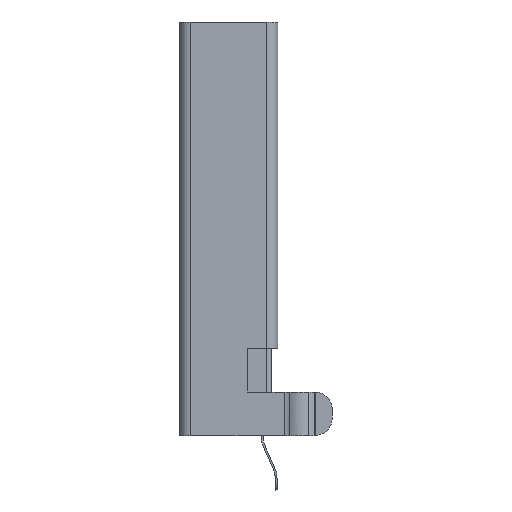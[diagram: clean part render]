
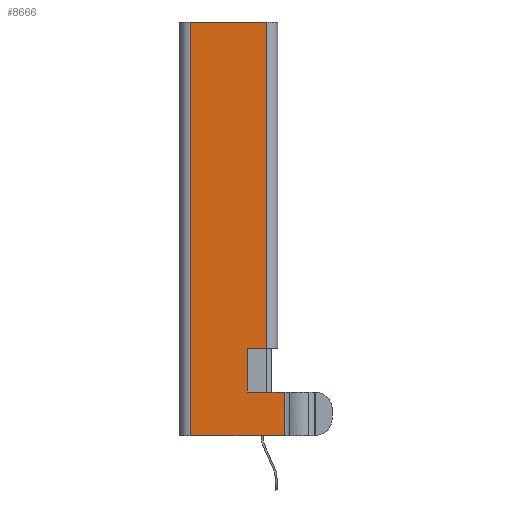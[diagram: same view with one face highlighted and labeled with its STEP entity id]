
A CAD part, left-side view. The second image highlights one B-rep face of the part: STEP entity #8666.
In plain terms, the highlighted planar face has unit normal (-1, 0, 0).
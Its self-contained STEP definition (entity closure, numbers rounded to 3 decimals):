
#37 = EDGE_LOOP ( 'NONE', ( #5179, #9226, #6244, #2723, #1688, #7621, #1493, #8284 ) ) ;
#240 = DIRECTION ( 'NONE',  ( 0., -1., 0. ) ) ;
#322 = PLANE ( 'NONE',  #6191 ) ;
#370 = DIRECTION ( 'NONE',  ( -1., 0., 0. ) ) ;
#444 = CARTESIAN_POINT ( 'NONE',  ( -6., 1.75, 0. ) ) ;
#460 = EDGE_CURVE ( 'NONE', #8789, #6180, #878, .T. ) ;
#525 = DIRECTION ( 'NONE',  ( 0., 0., 1. ) ) ;
#710 = CARTESIAN_POINT ( 'NONE',  ( -6., 1.75, -19. ) ) ;
#768 = EDGE_CURVE ( 'NONE', #6180, #7312, #7425, .T. ) ;
#878 = LINE ( 'NONE', #8125, #1408 ) ;
#899 = DIRECTION ( 'NONE',  ( 0., -1., 0. ) ) ;
#1075 = VECTOR ( 'NONE', #240, 1000. ) ;
#1408 = VECTOR ( 'NONE', #4162, 1000. ) ;
#1493 = ORIENTED_EDGE ( 'NONE', *, *, #5418, .T. ) ;
#1628 = CARTESIAN_POINT ( 'NONE',  ( -6., -2.548, -22.049 ) ) ;
#1688 = ORIENTED_EDGE ( 'NONE', *, *, #6733, .T. ) ;
#1855 = LINE ( 'NONE', #3325, #2248 ) ;
#1877 = CARTESIAN_POINT ( 'NONE',  ( -6., 1.75, -19. ) ) ;
#2216 = CARTESIAN_POINT ( 'NONE',  ( -6., -1.25, -17. ) ) ;
#2248 = VECTOR ( 'NONE', #9889, 1000. ) ;
#2452 = EDGE_CURVE ( 'NONE', #8061, #9559, #1855, .T. ) ;
#2517 = CARTESIAN_POINT ( 'NONE',  ( -6., 1.75, 0. ) ) ;
#2723 = ORIENTED_EDGE ( 'NONE', *, *, #2452, .F. ) ;
#2739 = EDGE_CURVE ( 'NONE', #9559, #6477, #8919, .T. ) ;
#3124 = VERTEX_POINT ( 'NONE', #4174 ) ;
#3325 = CARTESIAN_POINT ( 'NONE',  ( -6., 1.75, -19. ) ) ;
#3340 = VERTEX_POINT ( 'NONE', #10160 ) ;
#3406 = CARTESIAN_POINT ( 'NONE',  ( -6., 1.75, -19. ) ) ;
#4116 = CARTESIAN_POINT ( 'NONE',  ( -6., -1.75, -15. ) ) ;
#4162 = DIRECTION ( 'NONE',  ( 0., 0., 1. ) ) ;
#4174 = CARTESIAN_POINT ( 'NONE',  ( -6., -2.548, -19. ) ) ;
#4875 = DIRECTION ( 'NONE',  ( 0., 0., 1. ) ) ;
#4900 = CARTESIAN_POINT ( 'NONE',  ( -6., -0.85, -15. ) ) ;
#5179 = ORIENTED_EDGE ( 'NONE', *, *, #768, .T. ) ;
#5418 = EDGE_CURVE ( 'NONE', #3340, #8789, #9412, .T. ) ;
#5637 = EDGE_CURVE ( 'NONE', #7312, #6477, #10019, .T. ) ;
#5873 = FACE_OUTER_BOUND ( 'NONE', #37, .T. ) ;
#6130 = CARTESIAN_POINT ( 'NONE',  ( -6., -0.85, -17. ) ) ;
#6180 = VERTEX_POINT ( 'NONE', #7542 ) ;
#6191 = AXIS2_PLACEMENT_3D ( 'NONE', #1877, #370, #8293 ) ;
#6244 = ORIENTED_EDGE ( 'NONE', *, *, #2739, .F. ) ;
#6477 = VERTEX_POINT ( 'NONE', #8421 ) ;
#6733 = EDGE_CURVE ( 'NONE', #8061, #3124, #8573, .T. ) ;
#7057 = DIRECTION ( 'NONE',  ( 0., -1., 0. ) ) ;
#7181 = EDGE_CURVE ( 'NONE', #3124, #3340, #8821, .T. ) ;
#7312 = VERTEX_POINT ( 'NONE', #4116 ) ;
#7425 = LINE ( 'NONE', #4900, #1075 ) ;
#7542 = CARTESIAN_POINT ( 'NONE',  ( -6., -0.85, -15. ) ) ;
#7621 = ORIENTED_EDGE ( 'NONE', *, *, #7181, .T. ) ;
#7712 = CARTESIAN_POINT ( 'NONE',  ( -6., -1.75, -19. ) ) ;
#8061 = VERTEX_POINT ( 'NONE', #3406 ) ;
#8068 = VECTOR ( 'NONE', #525, 1000. ) ;
#8093 = DIRECTION ( 'NONE',  ( 0., 1., 0. ) ) ;
#8125 = CARTESIAN_POINT ( 'NONE',  ( -6., -0.85, -17. ) ) ;
#8284 = ORIENTED_EDGE ( 'NONE', *, *, #460, .T. ) ;
#8293 = DIRECTION ( 'NONE',  ( 0., 0., 1. ) ) ;
#8421 = CARTESIAN_POINT ( 'NONE',  ( -6., -1.75, 0. ) ) ;
#8511 = VECTOR ( 'NONE', #4875, 1000. ) ;
#8573 = LINE ( 'NONE', #710, #10205 ) ;
#8666 = ADVANCED_FACE ( 'NONE', ( #5873 ), #322, .T. ) ;
#8789 = VERTEX_POINT ( 'NONE', #6130 ) ;
#8821 = LINE ( 'NONE', #1628, #8511 ) ;
#8919 = LINE ( 'NONE', #2517, #9973 ) ;
#9226 = ORIENTED_EDGE ( 'NONE', *, *, #5637, .T. ) ;
#9412 = LINE ( 'NONE', #2216, #10040 ) ;
#9559 = VERTEX_POINT ( 'NONE', #444 ) ;
#9889 = DIRECTION ( 'NONE',  ( 0., 0., 1. ) ) ;
#9973 = VECTOR ( 'NONE', #899, 1000. ) ;
#10019 = LINE ( 'NONE', #7712, #8068 ) ;
#10040 = VECTOR ( 'NONE', #8093, 1000. ) ;
#10160 = CARTESIAN_POINT ( 'NONE',  ( -6., -2.548, -17. ) ) ;
#10205 = VECTOR ( 'NONE', #7057, 1000. ) ;
